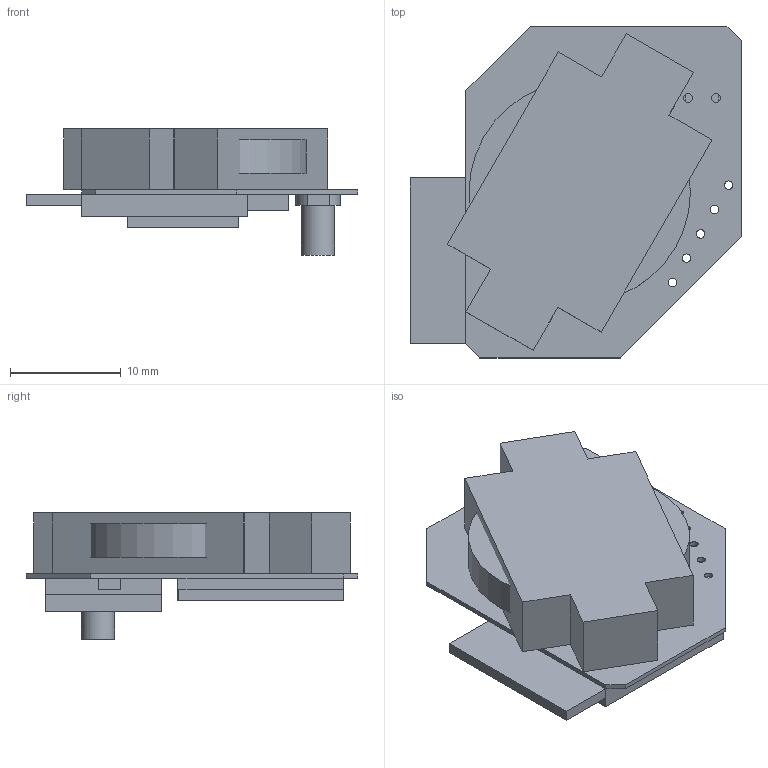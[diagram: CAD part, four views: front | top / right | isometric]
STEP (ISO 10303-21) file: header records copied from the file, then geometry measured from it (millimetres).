
FILE_DESCRIPTION(('Open CASCADE Model'),'2;1');
FILE_NAME('Open CASCADE Shape Model','2019-03-11T08:34:20',('Author'),( 'Open CASCADE'),'Open CASCADE STEP processor 6.8','Open CASCADE 6.8' ,'Unknown');
FILE_SCHEMA(('AUTOMOTIVE_DESIGN { 1 0 10303 214 1 1 1 1 }'));
Length unit declared in the file: millimetre
Products named in the file (28): PCB; Board; V1; 6356943872; Extruded; 6356943488; Cylinder; IC2; 6356943104; 6418792256; IC1; 6418792064; 6418791872; D1; 6418791296; 6418790912; C2; 6356943296; C1; 6418791680
Assembly tree (27 placements, depth 4):
  PCB
    Board
    V1
      6356943872
        Extruded
      6356943488
        Cylinder
    IC2
      6356943104
        Extruded
      6418792256
        Extruded
    IC1
      6418792064
        Extruded
      6418791872
        Extruded
    D1
      6418791296
        Cylinder
      6418790912
        Cylinder
    C2
      6356943296
        Extruded
    C1
      6418791680
        Extruded
Bounding box: 29.94 x 30 x 11.41 mm (x, y, z)
Volume: 4451.4 mm3; surface area: 5056.6 mm2
Topology: 11 solids, 11 shells, 82 faces, 180 edges, 120 vertices
Faces by surface type: plane 72, cylinder 10
Full cylindrical faces by diameter (mm): 0.762 x5, 0.8 x2, 3 x1, 4 x1, 20 x1
Entity records: 2877 total; most frequent: DIRECTION 420, CARTESIAN_POINT 410, ORIENTED_EDGE 360, EDGE_CURVE 180, LINE 160, VECTOR 160, AXIS2_PLACEMENT_3D 130, VERTEX_POINT 120
